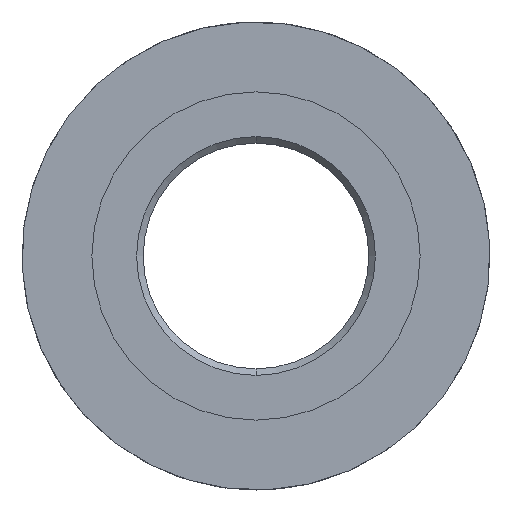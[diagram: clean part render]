
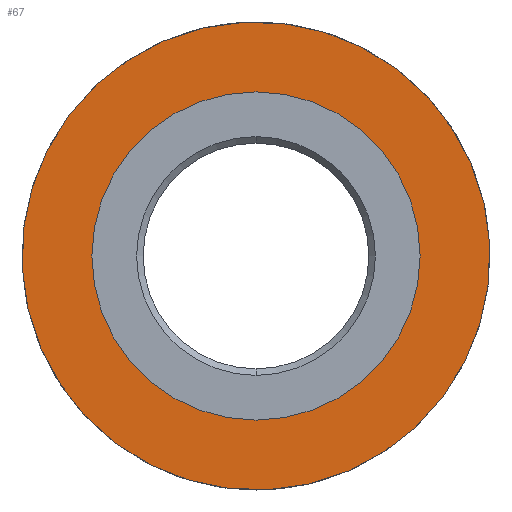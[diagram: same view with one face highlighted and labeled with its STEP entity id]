
A CAD part, front view. The second image highlights one B-rep face of the part: STEP entity #67.
In plain terms, the highlighted planar face has unit normal (0, -1, 0).
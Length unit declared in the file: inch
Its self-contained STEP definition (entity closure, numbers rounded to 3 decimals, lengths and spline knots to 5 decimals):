
#67 = ADVANCED_FACE ( 'NONE', ( #1503, #2190 ), #3303, .F. ) ;
#179 = DIRECTION ( 'NONE',  ( 0.547, 0., -0.837 ) ) ;
#325 = CARTESIAN_POINT ( 'NONE',  ( -0.38993, -0.55, 0.59684 ) ) ;
#662 = CARTESIAN_POINT ( 'NONE',  ( 0., -0.55, 0. ) ) ;
#690 = DIRECTION ( 'NONE',  ( 0., -1., 0. ) ) ;
#984 = CARTESIAN_POINT ( 'NONE',  ( 0., -0.55, -0.5 ) ) ;
#1090 = EDGE_CURVE ( 'NONE', #4062, #2480, #1224, .T. ) ;
#1224 = CIRCLE ( 'NONE', #2467, 0.71292 ) ;
#1228 = AXIS2_PLACEMENT_3D ( 'NONE', #3557, #2432, #2876 ) ;
#1481 = EDGE_CURVE ( 'NONE', #3348, #3921, #4690, .T. ) ;
#1490 = DIRECTION ( 'NONE',  ( 0., 0., -1. ) ) ;
#1503 = FACE_BOUND ( 'NONE', #2950, .T. ) ;
#1842 = CIRCLE ( 'NONE', #4522, 0.71292 ) ;
#1981 = AXIS2_PLACEMENT_3D ( 'NONE', #4331, #4720, #1490 ) ;
#2038 = CARTESIAN_POINT ( 'NONE',  ( 0., -0.55, 0. ) ) ;
#2089 = DIRECTION ( 'NONE',  ( 0., -1., 0. ) ) ;
#2190 = FACE_OUTER_BOUND ( 'NONE', #4638, .T. ) ;
#2192 = ORIENTED_EDGE ( 'NONE', *, *, #1481, .F. ) ;
#2418 = ORIENTED_EDGE ( 'NONE', *, *, #4525, .T. ) ;
#2432 = DIRECTION ( 'NONE',  ( 0., -1., 0. ) ) ;
#2467 = AXIS2_PLACEMENT_3D ( 'NONE', #2038, #2089, #179 ) ;
#2480 = VERTEX_POINT ( 'NONE', #325 ) ;
#2528 = ORIENTED_EDGE ( 'NONE', *, *, #4137, .F. ) ;
#2876 = DIRECTION ( 'NONE',  ( 0., 0., -1. ) ) ;
#2890 = DIRECTION ( 'NONE',  ( 0.547, 0., -0.837 ) ) ;
#2908 = CIRCLE ( 'NONE', #1981, 0.5 ) ;
#2950 = EDGE_LOOP ( 'NONE', ( #2528, #2192 ) ) ;
#2985 = DIRECTION ( 'NONE',  ( 0., 0., 1. ) ) ;
#3303 = PLANE ( 'NONE',  #3535 ) ;
#3348 = VERTEX_POINT ( 'NONE', #4484 ) ;
#3535 = AXIS2_PLACEMENT_3D ( 'NONE', #4731, #4370, #2985 ) ;
#3557 = CARTESIAN_POINT ( 'NONE',  ( 0., -0.55, 0. ) ) ;
#3921 = VERTEX_POINT ( 'NONE', #984 ) ;
#3964 = ORIENTED_EDGE ( 'NONE', *, *, #1090, .T. ) ;
#4062 = VERTEX_POINT ( 'NONE', #4400 ) ;
#4137 = EDGE_CURVE ( 'NONE', #3921, #3348, #2908, .T. ) ;
#4331 = CARTESIAN_POINT ( 'NONE',  ( 0., -0.55, 0. ) ) ;
#4370 = DIRECTION ( 'NONE',  ( 0., 1., 0. ) ) ;
#4400 = CARTESIAN_POINT ( 'NONE',  ( 0.38993, -0.55, -0.59684 ) ) ;
#4484 = CARTESIAN_POINT ( 'NONE',  ( 0., -0.55, 0.5 ) ) ;
#4522 = AXIS2_PLACEMENT_3D ( 'NONE', #662, #690, #2890 ) ;
#4525 = EDGE_CURVE ( 'NONE', #2480, #4062, #1842, .T. ) ;
#4638 = EDGE_LOOP ( 'NONE', ( #3964, #2418 ) ) ;
#4690 = CIRCLE ( 'NONE', #1228, 0.5 ) ;
#4720 = DIRECTION ( 'NONE',  ( 0., -1., 0. ) ) ;
#4731 = CARTESIAN_POINT ( 'NONE',  ( 0., -0.55, 0. ) ) ;
